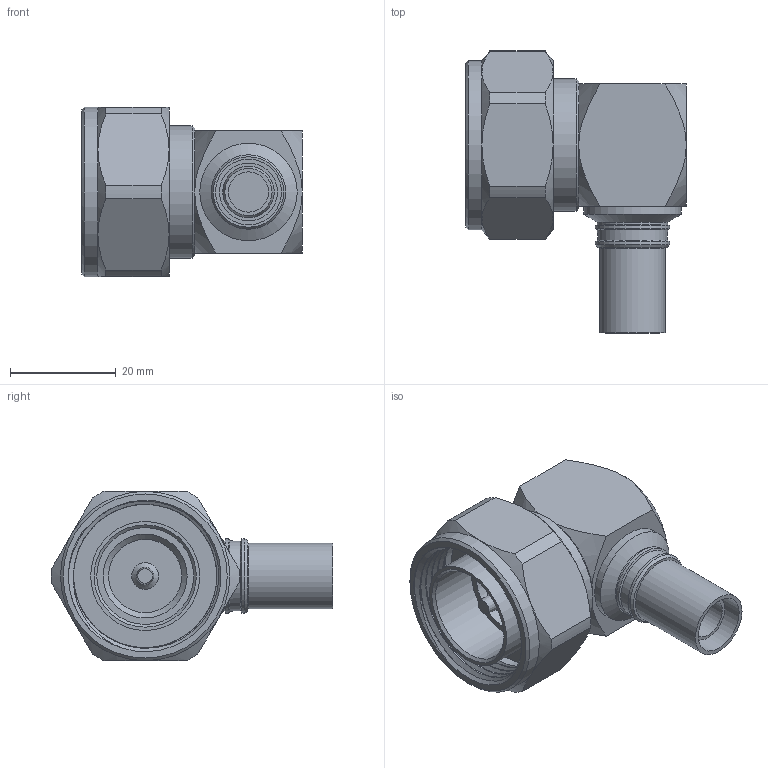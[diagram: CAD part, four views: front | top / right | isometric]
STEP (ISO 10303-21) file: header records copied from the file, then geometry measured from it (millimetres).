
FILE_DESCRIPTION (( 'STEP AP203' ), '1' );
FILE_NAME ('EZ-400-716M-RA-X_3D.step', '2022-12-01T15:57:08', ( '' ), ( '' ), 'SwSTEP 2.0', 'SolidWorks 2021', '' );
FILE_SCHEMA (( 'CONFIG_CONTROL_DESIGN' ));
Length unit declared in the file: inch
Products named in the file (1): EZ-400-716M-RA-X_3D
Bounding box: 41.66 x 53.26 x 32 mm (x, y, z)
Volume: 22391.2 mm3; surface area: 11201.1 mm2
Topology: 2 solids, 2 shells, 85 faces, 178 edges, 108 vertices
Faces by surface type: cone 35, plane 25, cylinder 22, bspline 3
Full cylindrical faces by diameter (mm): 5.08 x1, 7.62 x1, 9.725 x1, 10.922 x1, 12.446 x1, 13.291 x1, 14.055 x2, 15.85 x1, 18.3 x1, 18.405 x1, 20.6 x1, 25.053 x1, 29.076 x1, 32 x1
Entity records: 4606 total; most frequent: CARTESIAN_POINT 2917, DIRECTION 332, ORIENTED_EDGE 290, AXIS2_PLACEMENT_3D 158, EDGE_CURVE 145, EDGE_LOOP 126, VERTEX_POINT 103, FACE_OUTER_BOUND 100
